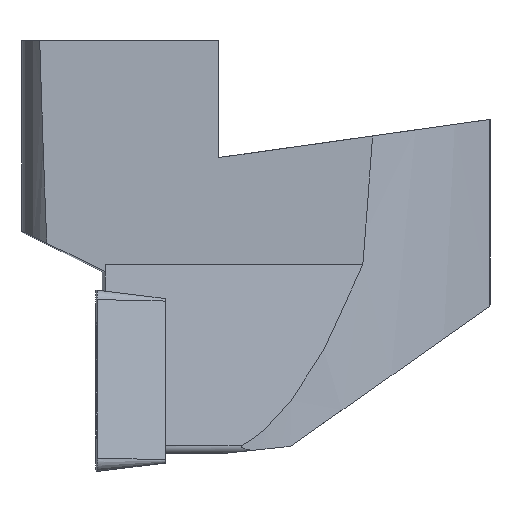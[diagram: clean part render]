
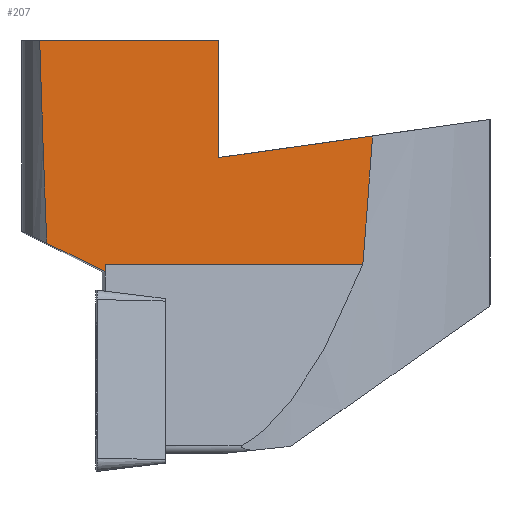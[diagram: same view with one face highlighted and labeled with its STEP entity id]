
A CAD part, left-side view. The second image highlights one B-rep face of the part: STEP entity #207.
In plain terms, the highlighted planar face has unit normal (-0.999, -0.009, 0.035).
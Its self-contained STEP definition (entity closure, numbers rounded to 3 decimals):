
#207=ADVANCED_FACE('',(#318),#270,.F.);
#270=PLANE('',#1334);
#318=FACE_OUTER_BOUND('',#373,.T.);
#373=EDGE_LOOP('',(#546,#547,#548,#549,#550,#551,#552,#553));
#443=ELLIPSE('',#1317,779.243,27.195);
#447=ELLIPSE('',#1333,143.269,5.);
#546=ORIENTED_EDGE('',*,*,#953,.T.);
#547=ORIENTED_EDGE('',*,*,#957,.T.);
#548=ORIENTED_EDGE('',*,*,#917,.T.);
#549=ORIENTED_EDGE('',*,*,#958,.T.);
#550=ORIENTED_EDGE('',*,*,#959,.F.);
#551=ORIENTED_EDGE('',*,*,#894,.F.);
#552=ORIENTED_EDGE('',*,*,#884,.F.);
#553=ORIENTED_EDGE('',*,*,#909,.F.);
#774=VERTEX_POINT('',#1740);
#775=VERTEX_POINT('',#1742);
#783=VERTEX_POINT('',#1795);
#794=VERTEX_POINT('',#1822);
#801=VERTEX_POINT('',#1839);
#802=VERTEX_POINT('',#1841);
#829=VERTEX_POINT('',#1940);
#832=VERTEX_POINT('',#1949);
#884=EDGE_CURVE('',#774,#775,#1044,.T.);
#894=EDGE_CURVE('',#775,#783,#1050,.T.);
#909=EDGE_CURVE('',#794,#774,#443,.T.);
#917=EDGE_CURVE('',#802,#801,#1067,.T.);
#953=EDGE_CURVE('',#794,#829,#1090,.T.);
#957=EDGE_CURVE('',#829,#802,#1094,.T.);
#958=EDGE_CURVE('',#801,#832,#447,.T.);
#959=EDGE_CURVE('',#783,#832,#1095,.T.);
#1044=LINE('',#1741,#1144);
#1050=LINE('',#1794,#1150);
#1067=LINE('',#1840,#1167);
#1090=LINE('',#1939,#1190);
#1094=LINE('',#1947,#1194);
#1095=LINE('',#1950,#1195);
#1144=VECTOR('',#1421,1.);
#1150=VECTOR('',#1437,1.);
#1167=VECTOR('',#1474,1.);
#1190=VECTOR('',#1519,1.);
#1194=VECTOR('',#1525,1.);
#1195=VECTOR('',#1528,1.);
#1317=AXIS2_PLACEMENT_3D('',#1823,#1460,#1461);
#1333=AXIS2_PLACEMENT_3D('',#1948,#1526,#1527);
#1334=AXIS2_PLACEMENT_3D('',#1951,#1529,#1530);
#1421=DIRECTION('',(-0.009,1.,0.));
#1437=DIRECTION('',(-0.035,0.,-0.999));
#1460=DIRECTION('',(0.999,0.009,-0.035));
#1461=DIRECTION('',(-0.035,0.,-0.999));
#1474=DIRECTION('',(-0.009,1.,0.));
#1519=DIRECTION('',(-0.014,0.99,-0.139));
#1525=DIRECTION('',(0.035,0.,0.999));
#1526=DIRECTION('',(-0.999,-0.009,0.035));
#1527=DIRECTION('',(0.035,0.,0.999));
#1528=DIRECTION('',(0.007,0.899,0.438));
#1529=DIRECTION('',(0.999,0.009,-0.035));
#1530=DIRECTION('',(-0.035,0.,-0.999));
#1740=CARTESIAN_POINT('',(-53.647,-17.088,-7.515));
#1741=CARTESIAN_POINT('',(-53.908,12.804,-7.515));
#1742=CARTESIAN_POINT('',(-53.804,0.955,-7.515));
#1794=CARTESIAN_POINT('',(-53.804,0.955,-7.515));
#1795=CARTESIAN_POINT('',(-53.821,0.955,-8.));
#1822=CARTESIAN_POINT('',(-53.326,-17.767,1.513));
#1823=CARTESIAN_POINT('',(-28.903,-5.805,703.853));
#1839=CARTESIAN_POINT('',(-53.296,5.56,8.2));
#1840=CARTESIAN_POINT('',(-53.257,1.106,8.2));
#1841=CARTESIAN_POINT('',(-53.186,-7.,8.2));
#1939=CARTESIAN_POINT('',(-53.466,-7.498,0.07));
#1940=CARTESIAN_POINT('',(-53.472,-7.,0.));
#1947=CARTESIAN_POINT('',(-53.201,-7.,7.772));
#1948=CARTESIAN_POINT('',(-50.,1.8,101.63));
#1949=CARTESIAN_POINT('',(-53.787,5.065,-5.996));
#1950=CARTESIAN_POINT('',(-53.739,10.866,-3.166));
#1951=CARTESIAN_POINT('',(-53.908,12.804,-7.515));
